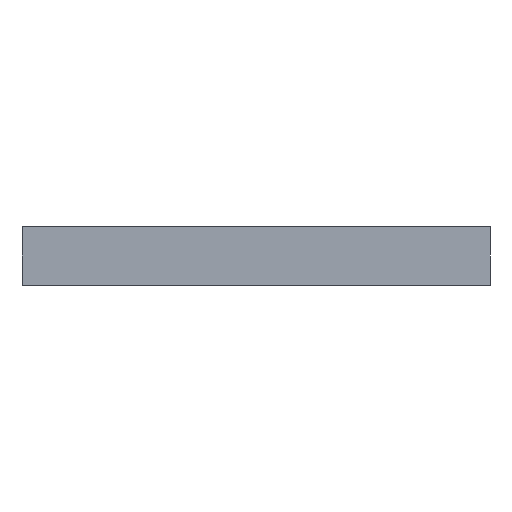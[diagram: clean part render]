
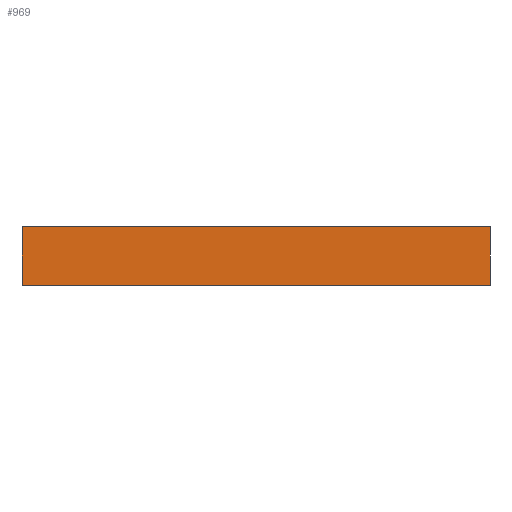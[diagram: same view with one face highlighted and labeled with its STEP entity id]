
A CAD part, left-side view. The second image highlights one B-rep face of the part: STEP entity #969.
In plain terms, the highlighted planar face has unit normal (-1, 0, 0).
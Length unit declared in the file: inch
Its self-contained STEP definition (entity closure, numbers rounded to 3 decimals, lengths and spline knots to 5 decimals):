
#9 = FACE_OUTER_BOUND ( 'NONE', #1551, .T. ) ;
#42 = EDGE_CURVE ( 'NONE', #1434, #388, #1385, .T. ) ;
#75 = ORIENTED_EDGE ( 'NONE', *, *, #42, .F. ) ;
#96 = VERTEX_POINT ( 'NONE', #896 ) ;
#162 = CARTESIAN_POINT ( 'NONE',  ( -2.3125, 1.5, 0. ) ) ;
#165 = AXIS2_PLACEMENT_3D ( 'NONE', #1370, #512, #1521 ) ;
#235 = VERTEX_POINT ( 'NONE', #162 ) ;
#237 = LINE ( 'NONE', #272, #1065 ) ;
#268 = CARTESIAN_POINT ( 'NONE',  ( -2.3125, -1.5, 0.375 ) ) ;
#272 = CARTESIAN_POINT ( 'NONE',  ( -2.3125, 1.5, 0.375 ) ) ;
#348 = DIRECTION ( 'NONE',  ( 0., 0., -1. ) ) ;
#364 = PLANE ( 'NONE',  #165 ) ;
#388 = VERTEX_POINT ( 'NONE', #1069 ) ;
#485 = EDGE_CURVE ( 'NONE', #1434, #235, #237, .T. ) ;
#512 = DIRECTION ( 'NONE',  ( 1., 0., 0. ) ) ;
#589 = VECTOR ( 'NONE', #629, 39.37008 ) ;
#629 = DIRECTION ( 'NONE',  ( 0., -1., 0. ) ) ;
#638 = ORIENTED_EDGE ( 'NONE', *, *, #1616, .T. ) ;
#673 = VECTOR ( 'NONE', #1215, 39.37008 ) ;
#896 = CARTESIAN_POINT ( 'NONE',  ( -2.3125, -1.5, 0. ) ) ;
#944 = CARTESIAN_POINT ( 'NONE',  ( -2.3125, 1.5, 0. ) ) ;
#969 = ADVANCED_FACE ( 'NONE', ( #9 ), #364, .F. ) ;
#982 = LINE ( 'NONE', #944, #589 ) ;
#1050 = LINE ( 'NONE', #268, #673 ) ;
#1054 = ORIENTED_EDGE ( 'NONE', *, *, #485, .T. ) ;
#1065 = VECTOR ( 'NONE', #348, 39.37008 ) ;
#1069 = CARTESIAN_POINT ( 'NONE',  ( -2.3125, -1.5, 0.375 ) ) ;
#1173 = ORIENTED_EDGE ( 'NONE', *, *, #1811, .F. ) ;
#1215 = DIRECTION ( 'NONE',  ( 0., 0., -1. ) ) ;
#1278 = CARTESIAN_POINT ( 'NONE',  ( -2.3125, 1.5, 0.375 ) ) ;
#1370 = CARTESIAN_POINT ( 'NONE',  ( -2.3125, 1.5, 0.375 ) ) ;
#1385 = LINE ( 'NONE', #1761, #1743 ) ;
#1434 = VERTEX_POINT ( 'NONE', #1278 ) ;
#1521 = DIRECTION ( 'NONE',  ( 0., 1., 0. ) ) ;
#1551 = EDGE_LOOP ( 'NONE', ( #638, #1173, #75, #1054 ) ) ;
#1616 = EDGE_CURVE ( 'NONE', #235, #96, #982, .T. ) ;
#1622 = DIRECTION ( 'NONE',  ( 0., -1., 0. ) ) ;
#1743 = VECTOR ( 'NONE', #1622, 39.37008 ) ;
#1761 = CARTESIAN_POINT ( 'NONE',  ( -2.3125, 1.5, 0.375 ) ) ;
#1811 = EDGE_CURVE ( 'NONE', #388, #96, #1050, .T. ) ;
